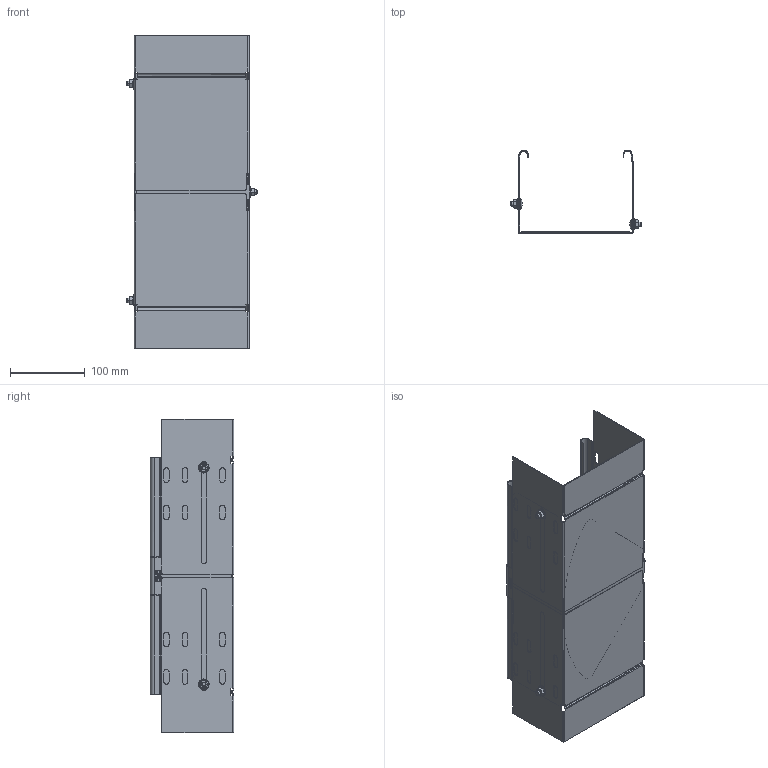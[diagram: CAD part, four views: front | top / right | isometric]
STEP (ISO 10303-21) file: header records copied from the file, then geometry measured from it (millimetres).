
FILE_DESCRIPTION(/* description */ (''),/* implementation_level */ '2;1');
FILE_NAME(/* name */ '6040702',/* time_stamp */ '2014-10-22T16:12:44+02:00',/* author */ (''),/* organization */ (''),/* preprocessor_version */ 'ST-DEVELOPER v15',/* originating_system */ '',/* authorisation */ '');
FILE_SCHEMA (('AUTOMOTIVE_DESIGN'));
Length unit declared in the file: millimetre
Products named in the file (2): Document; Block 01
Assembly tree (1 placements, depth 2):
  Document
    Block 01
Bounding box: 175 x 111.49 x 420 mm (x, y, z)
Volume: 213387.1 mm3; surface area: 431552.5 mm2
Topology: 5 solids, 8 shells, 683 faces, 1763 edges, 1085 vertices
Faces by surface type: bspline 348, plane 335
Entity records: 23913 total; most frequent: CARTESIAN_POINT 13205, ORIENTED_EDGE 3478, EDGE_CURVE 1757, VERTEX_POINT 1085, B_SPLINE_CURVE_WITH_KNOTS 1061, EDGE_LOOP 772, ADVANCED_FACE 683, FACE_OUTER_BOUND 683
